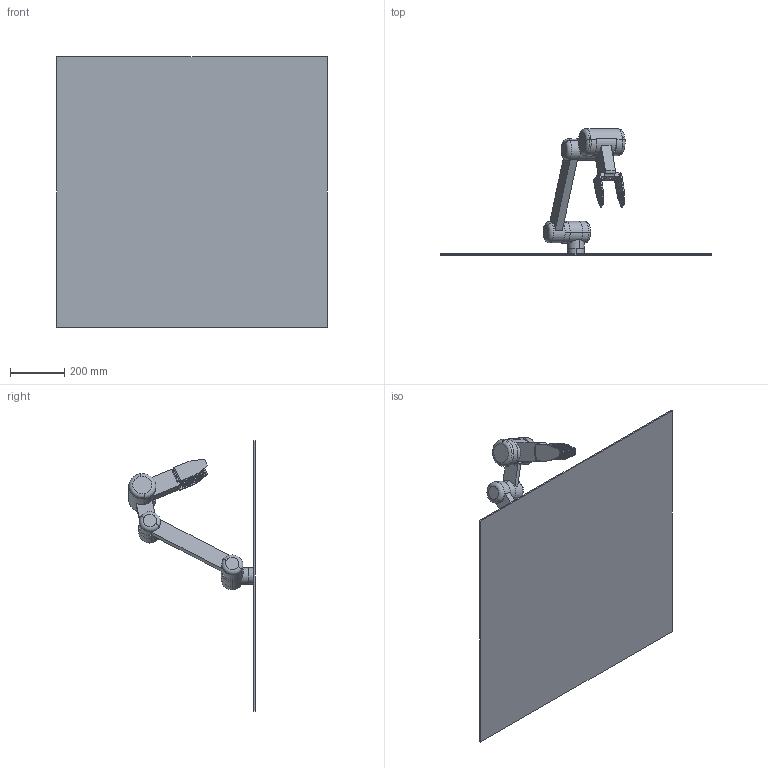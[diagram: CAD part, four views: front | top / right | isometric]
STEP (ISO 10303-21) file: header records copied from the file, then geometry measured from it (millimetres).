
FILE_DESCRIPTION (( 'STEP AP203' ), '1' );
FILE_NAME ('Assem1.STEP', '2024-02-22T18:38:21', ( '' ), ( '' ), 'SwSTEP 2.0', 'SolidWorks 2023', '' );
FILE_SCHEMA (( 'CONFIG_CONTROL_DESIGN' ));
Length unit declared in the file: millimetre
Products named in the file (7): upper line; upper holder; grift; Assem1; base upper part; Base; holder
Assembly tree (7 placements, depth 2):
  Assem1
    Base
    base upper part
    upper line
    upper holder
    holder
    grift  x2
Bounding box: 1000 x 467.38 x 1000 mm (x, y, z)
Volume: 7971779.8 mm3; surface area: 2422224.8 mm2
Topology: 7 solids, 7 shells, 261 faces, 632 edges, 416 vertices
Faces by surface type: plane 212, cylinder 37, torus 12
Entity records: 6290 total; most frequent: CARTESIAN_POINT 1182, DIRECTION 927, ORIENTED_EDGE 874, EDGE_CURVE 437, VECTOR 317, LINE 317, AXIS2_PLACEMENT_3D 305, VERTEX_POINT 286
